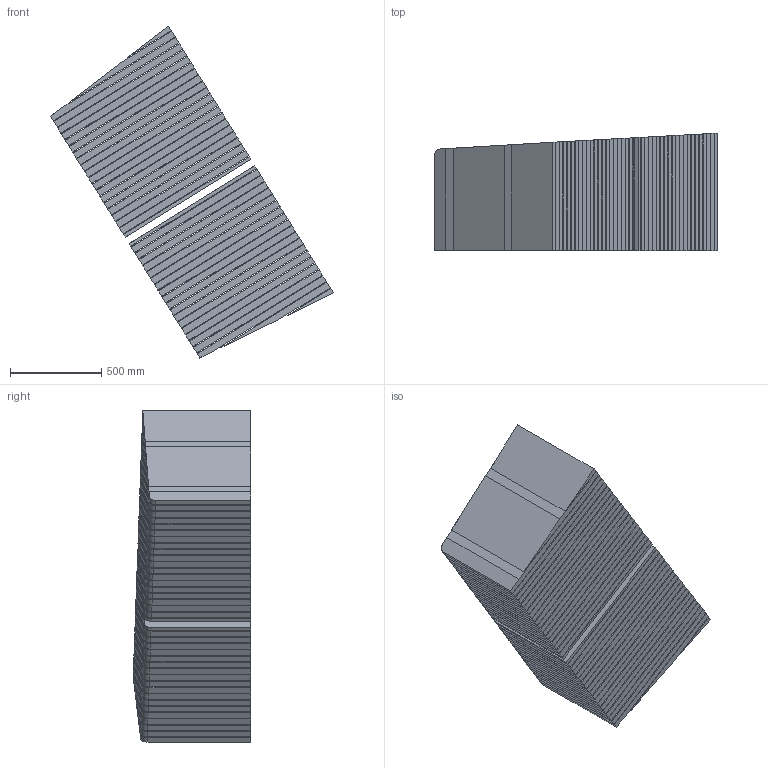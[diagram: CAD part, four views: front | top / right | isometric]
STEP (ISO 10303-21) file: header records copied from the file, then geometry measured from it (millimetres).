
FILE_DESCRIPTION(('FreeCAD Model'),'2;1');
FILE_NAME('detailed_HCLL/step/lithium_lead_sample_envelope_1.step', '2018-04-17T15:56:55',('FreeCAD'),('FreeCAD'), 'Open CASCADE STEP processor 7.1','FreeCAD','Unknown');
FILE_SCHEMA(('AUTOMOTIVE_DESIGN_CC2 { 1 2 10303 214 -1 1 5 4 }'));
Length unit declared in the file: millimetre
Products named in the file (44): Open CASCADE STEP translator 7.1 24; Open CASCADE STEP translator 7.1 24.1; Open CASCADE STEP translator 7.1 24.2; Open CASCADE STEP translator 7.1 24.3; Open CASCADE STEP translator 7.1 24.4; Open CASCADE STEP translator 7.1 24.5; Open CASCADE STEP translator 7.1 24.6; Open CASCADE STEP translator 7.1 24.7; Open CASCADE STEP translator 7.1 24.8; Open CASCADE STEP translator 7.1 24.9; Open CASCADE STEP translator 7.1 24.10; Open CASCADE STEP translator 7.1 24.11; Open CASCADE STEP translator 7.1 24.12; Open CASCADE STEP translator 7.1 24.13; Open CASCADE STEP translator 7.1 24.14; Open CASCADE STEP translator 7.1 24.15; Open CASCADE STEP translator 7.1 24.16; Open CASCADE STEP translator 7.1 24.17; Open CASCADE STEP translator 7.1 24.18; Open CASCADE STEP translator 7.1 24.19; Open CASCADE STEP translator 7.1 24.20; Open CASCADE STEP translator 7.1 24.21; Open CASCADE STEP translator 7.1 24.22; Open CASCADE STEP translator 7.1 24.23; Open CASCADE STEP translator 7.1 24.24; Open CASCADE STEP translator 7.1 24.25; Open CASCADE STEP translator 7.1 24.26; Open CASCADE STEP translator 7.1 24.27; Open CASCADE STEP translator 7.1 24.28; Open CASCADE STEP translator 7.1 24.29; Open CASCADE STEP translator 7.1 24.30; Open CASCADE STEP translator 7.1 24.31; Open CASCADE STEP translator 7.1 24.32; Open CASCADE STEP translator 7.1 24.33; Open CASCADE STEP translator 7.1 24.34; Open CASCADE STEP translator 7.1 24.35; Open CASCADE STEP translator 7.1 24.36; Open CASCADE STEP translator 7.1 24.37; Open CASCADE STEP translator 7.1 24.38; Open CASCADE STEP translator 7.1 24.39 ...
Assembly tree (43 placements, depth 2):
  Open CASCADE STEP translator 7.1 24
    Open CASCADE STEP translator 7.1 24.1
    Open CASCADE STEP translator 7.1 24.2
    Open CASCADE STEP translator 7.1 24.3
    Open CASCADE STEP translator 7.1 24.4
    Open CASCADE STEP translator 7.1 24.5
    Open CASCADE STEP translator 7.1 24.6
    Open CASCADE STEP translator 7.1 24.7
    Open CASCADE STEP translator 7.1 24.8
    Open CASCADE STEP translator 7.1 24.9
    Open CASCADE STEP translator 7.1 24.10
    Open CASCADE STEP translator 7.1 24.11
    Open CASCADE STEP translator 7.1 24.12
    Open CASCADE STEP translator 7.1 24.13
    Open CASCADE STEP translator 7.1 24.14
    Open CASCADE STEP translator 7.1 24.15
    Open CASCADE STEP translator 7.1 24.16
    Open CASCADE STEP translator 7.1 24.17
    Open CASCADE STEP translator 7.1 24.18
    Open CASCADE STEP translator 7.1 24.19
    Open CASCADE STEP translator 7.1 24.20
    Open CASCADE STEP translator 7.1 24.21
    Open CASCADE STEP translator 7.1 24.22
    Open CASCADE STEP translator 7.1 24.23
    Open CASCADE STEP translator 7.1 24.24
    Open CASCADE STEP translator 7.1 24.25
    Open CASCADE STEP translator 7.1 24.26
    Open CASCADE STEP translator 7.1 24.27
    Open CASCADE STEP translator 7.1 24.28
    Open CASCADE STEP translator 7.1 24.29
    Open CASCADE STEP translator 7.1 24.30
    Open CASCADE STEP translator 7.1 24.31
    Open CASCADE STEP translator 7.1 24.32
    Open CASCADE STEP translator 7.1 24.33
    Open CASCADE STEP translator 7.1 24.34
    Open CASCADE STEP translator 7.1 24.35
    Open CASCADE STEP translator 7.1 24.36
    Open CASCADE STEP translator 7.1 24.37
    Open CASCADE STEP translator 7.1 24.38
    Open CASCADE STEP translator 7.1 24.39
    Open CASCADE STEP translator 7.1 24.40
    Open CASCADE STEP translator 7.1 24.41
    Open CASCADE STEP translator 7.1 24.42
    Open CASCADE STEP translator 7.1 24.43
Bounding box: 1549.06 x 643.94 x 1817.72 mm (x, y, z)
Volume: 676708421.5 mm3; surface area: 43975031.3 mm2
Topology: 43 solids, 43 shells, 297 faces, 633 edges, 422 vertices
Faces by surface type: plane 258, cylinder 39
Entity records: 16351 total; most frequent: CARTESIAN_POINT 4237, DIRECTION 1630, ORIENTED_EDGE 1266, PCURVE 1266, DEFINITIONAL_REPRESENTATION 1266, B_SPLINE_CURVE_WITH_KNOTS 1029, LINE 714, VECTOR 714
